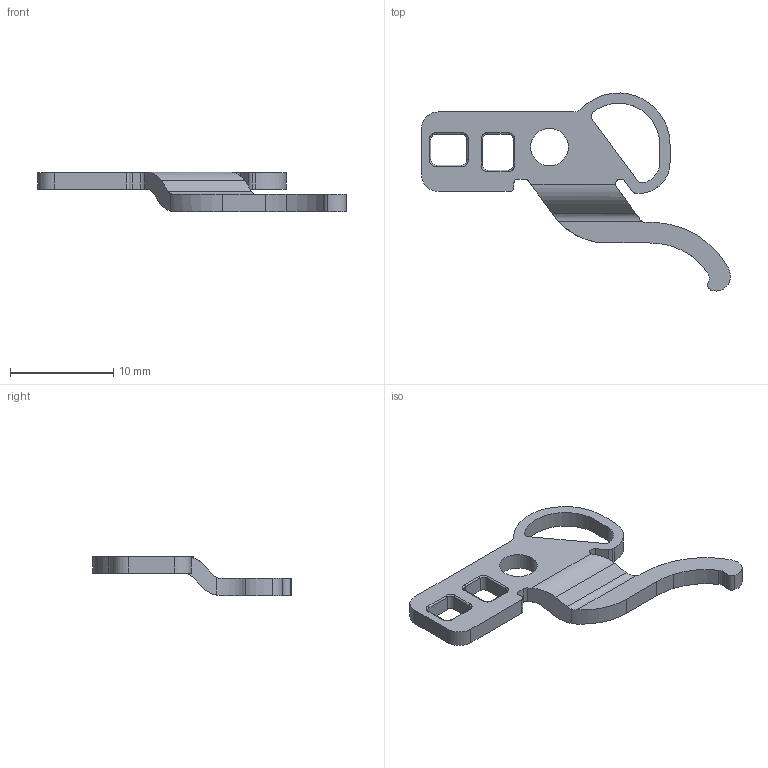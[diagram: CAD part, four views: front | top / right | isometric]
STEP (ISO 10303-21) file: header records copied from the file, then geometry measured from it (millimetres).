
FILE_DESCRIPTION(/* description */ (''),/* implementation_level */ '2;1');
FILE_NAME(/* name */ 'Luigi_Headplate_V1_FR.step',/* time_stamp */ '2025-07-21T15:57:03+02:00',/* author */ (''),/* organization */ (''),/* preprocessor_version */ 'ST-DEVELOPER v20.1',/* originating_system */ 'Autodesk Translation Framework v14.10.0.0',/* authorisation */ '');
FILE_SCHEMA (('AUTOMOTIVE_DESIGN { 1 0 10303 214 3 1 1 }'));
Length unit declared in the file: millimetre
Products named in the file (1): Luigi_Headplate_V1_FR
Bounding box: 29.95 x 19.21 x 3.83 mm (x, y, z)
Volume: 308.7 mm3; surface area: 632.3 mm2
Topology: 1 solids, 1 shells, 84 faces, 230 edges, 148 vertices
Faces by surface type: cylinder 38, plane 30, bspline 16
Full cylindrical faces by diameter (mm): 3.66 x1
Entity records: 3153 total; most frequent: CARTESIAN_POINT 1030, ORIENTED_EDGE 460, DIRECTION 398, EDGE_CURVE 230, VERTEX_POINT 148, AXIS2_PLACEMENT_3D 137, LINE 124, VECTOR 124
